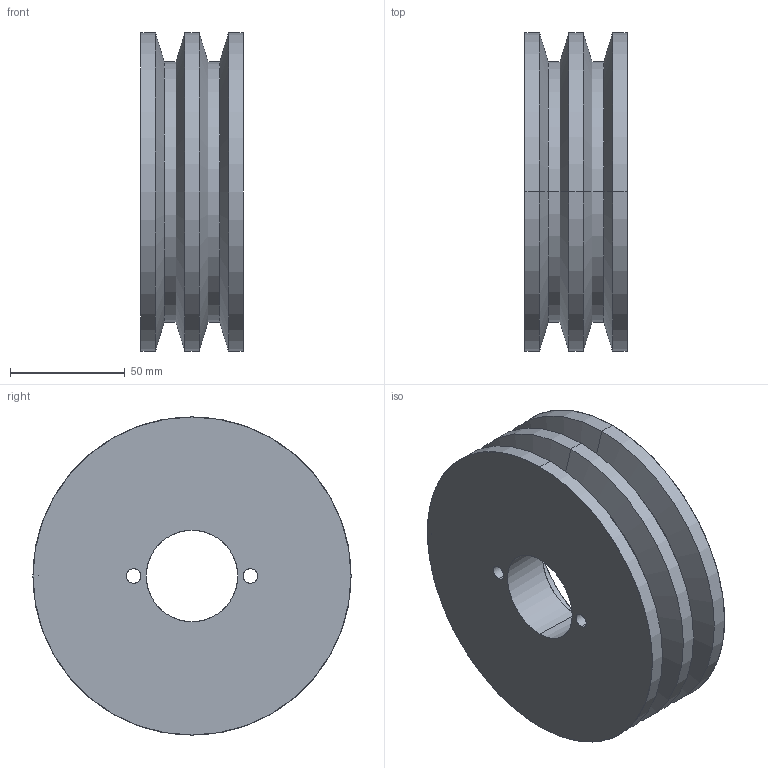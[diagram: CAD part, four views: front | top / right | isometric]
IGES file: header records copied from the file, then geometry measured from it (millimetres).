
Start section: SolidWorks IGES file using analytic representation for surfaces
Global section: file name: 2B2BK5708051056499448.igs; native system: SolidWorks 2011; preprocessor: SolidWorks 2011; author: partstream; date: 110805.105649; units: inch
Bounding box: 44.45 x 138.43 x 138.43 mm (x, y, z)
Surface area: 70379.7 mm2 (no closed solid volume)
Topology: 0 solids, 0 shells, 67 faces, 788 edges, 788 vertices
Faces by surface type: bspline 41, revolution 26
